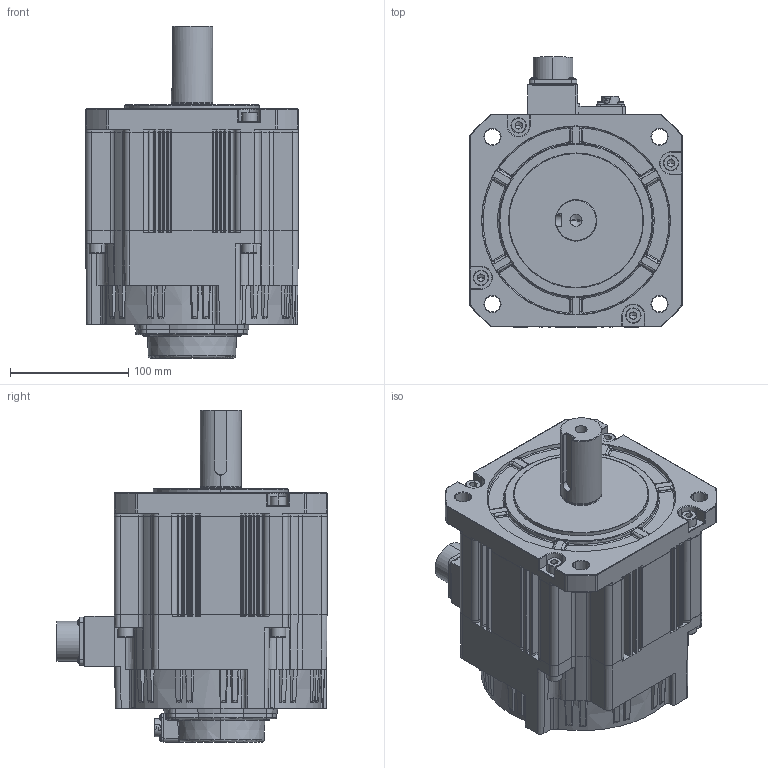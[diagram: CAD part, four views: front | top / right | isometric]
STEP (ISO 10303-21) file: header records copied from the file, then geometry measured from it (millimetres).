
FILE_DESCRIPTION (( 'STEP AP203' ), '1' );
FILE_NAME ('SV-X2MM300A-B4LA.STEP', '2021-10-12T13:23:49', ( 'China' ), ( 'Microsoft' ), 'SwSTEP 2.0', 'SolidWorks 2016', '' );
FILE_SCHEMA (( 'CONFIG_CONTROL_DESIGN' ));
Length unit declared in the file: millimetre
Products named in the file (1): SV-X2MM300A-B4LA
Bounding box: 180 x 228.55 x 281 mm (x, y, z)
Volume: 5259032.1 mm3; surface area: 255569.7 mm2
Topology: 1 solids, 7 shells, 2181 faces, 5644 edges, 3485 vertices
Faces by surface type: plane 858, cylinder 709, cone 317, bspline 151, torus 84, sphere 62
Entity records: 74308 total; most frequent: CARTESIAN_POINT 22737, ORIENTED_EDGE 11116, DIRECTION 10629, EDGE_CURVE 5558, AXIS2_PLACEMENT_3D 4053, VERTEX_POINT 3457, LINE 2523, VECTOR 2523
